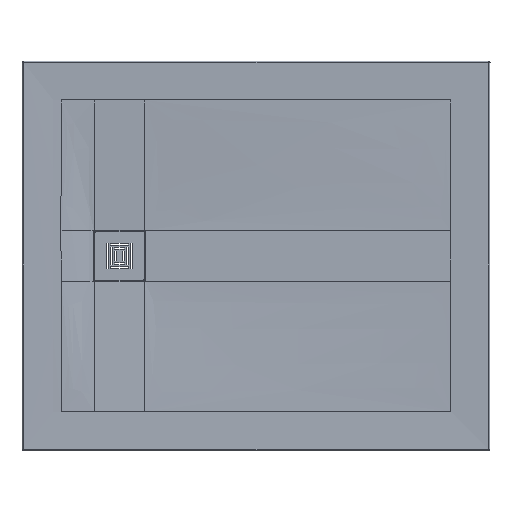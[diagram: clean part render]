
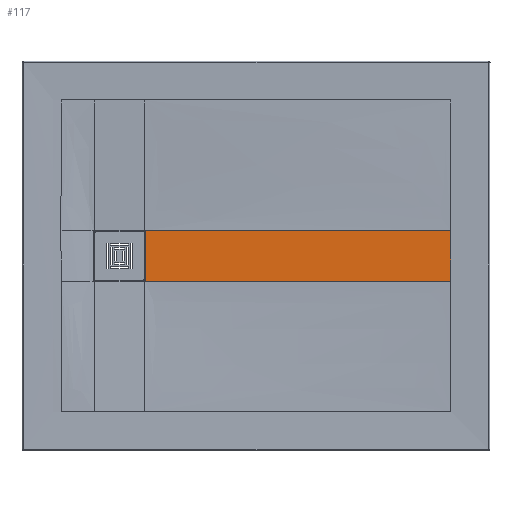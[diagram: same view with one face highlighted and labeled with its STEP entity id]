
A CAD part, top view. The second image highlights one B-rep face of the part: STEP entity #117.
In plain terms, the highlighted free-form (B-spline) face has degree [1, 5] with [2, 9] control points.
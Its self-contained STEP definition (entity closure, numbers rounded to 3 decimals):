
#117=ADVANCED_FACE('',(#248),#2115,.T.);
#248=FACE_OUTER_BOUND('',#380,.T.);
#380=EDGE_LOOP('',(#789,#790,#791,#792,#793,#794,#795,#796,#797,#798,#799,
#800,#801,#802));
#789=ORIENTED_EDGE('',*,*,#1323,.F.);
#790=ORIENTED_EDGE('',*,*,#1326,.F.);
#791=ORIENTED_EDGE('',*,*,#1149,.F.);
#792=ORIENTED_EDGE('',*,*,#1328,.T.);
#793=ORIENTED_EDGE('',*,*,#1327,.T.);
#794=ORIENTED_EDGE('',*,*,#1267,.F.);
#795=ORIENTED_EDGE('',*,*,#1270,.F.);
#796=ORIENTED_EDGE('',*,*,#1272,.F.);
#797=ORIENTED_EDGE('',*,*,#1274,.F.);
#798=ORIENTED_EDGE('',*,*,#1276,.F.);
#799=ORIENTED_EDGE('',*,*,#1280,.F.);
#800=ORIENTED_EDGE('',*,*,#1282,.F.);
#801=ORIENTED_EDGE('',*,*,#1283,.F.);
#802=ORIENTED_EDGE('',*,*,#1266,.F.);
#1149=EDGE_CURVE('',#1848,#1850,#1523,.T.);
#1266=EDGE_CURVE('',#1928,#1929,#1631,.T.);
#1267=EDGE_CURVE('',#1931,#1930,#1632,.T.);
#1270=EDGE_CURVE('',#1932,#1931,#1635,.T.);
#1272=EDGE_CURVE('',#1933,#1932,#1637,.T.);
#1274=EDGE_CURVE('',#1934,#1933,#1639,.T.);
#1276=EDGE_CURVE('',#1935,#1934,#1640,.T.);
#1280=EDGE_CURVE('',#1936,#1935,#1643,.T.);
#1282=EDGE_CURVE('',#1937,#1936,#1645,.T.);
#1283=EDGE_CURVE('',#1929,#1937,#1646,.T.);
#1323=EDGE_CURVE('',#1956,#1928,#1683,.T.);
#1326=EDGE_CURVE('',#1850,#1956,#1686,.T.);
#1327=EDGE_CURVE('',#1957,#1930,#1687,.T.);
#1328=EDGE_CURVE('',#1848,#1957,#1688,.T.);
#1523=B_SPLINE_CURVE_WITH_KNOTS('',1,(#9896,#9897),.UNSPECIFIED.,.F.,.F.,
(2,2),(0.,129.),.UNSPECIFIED.);
#1631=B_SPLINE_CURVE_WITH_KNOTS('',5,(#10721,#10722,#10723,#10724,#10725,
#10726),.UNSPECIFIED.,.F.,.F.,(6,6),(37.228,39.907),
 .UNSPECIFIED.);
#1632=B_SPLINE_CURVE_WITH_KNOTS('',3,(#10727,#10728,#10729,#10730),
 .UNSPECIFIED.,.F.,.F.,(4,4),(34.477,38.582),.UNSPECIFIED.);
#1635=B_SPLINE_CURVE_WITH_KNOTS('',3,(#10741,#10742,#10743,#10744),
 .UNSPECIFIED.,.F.,.F.,(4,4),(33.005,34.477),.UNSPECIFIED.);
#1637=B_SPLINE_CURVE_WITH_KNOTS('',3,(#10751,#10752,#10753,#10754),
 .UNSPECIFIED.,.F.,.F.,(4,4),(-36.17,-34.442),
 .UNSPECIFIED.);
#1639=B_SPLINE_CURVE_WITH_KNOTS('',3,(#10761,#10762,#10763,#10764),
 .UNSPECIFIED.,.F.,.F.,(4,4),(0.,1.876),.UNSPECIFIED.);
#1640=B_SPLINE_CURVE_WITH_KNOTS('',1,(#10768,#10769),.UNSPECIFIED.,.F.,
 .F.,(2,2),(-121.601,0.),.UNSPECIFIED.);
#1643=B_SPLINE_CURVE_WITH_KNOTS('',5,(#10781,#10782,#10783,#10784,#10785,
#10786),.UNSPECIFIED.,.F.,.F.,(6,6),(-1.876,0.),.UNSPECIFIED.);
#1645=B_SPLINE_CURVE_WITH_KNOTS('',5,(#10793,#10794,#10795,#10796,#10797,
#10798),.UNSPECIFIED.,.F.,.F.,(6,6),(-3.053,-1.324),
 .UNSPECIFIED.);
#1646=B_SPLINE_CURVE_WITH_KNOTS('',3,(#10799,#10800,#10801,#10802),
 .UNSPECIFIED.,.F.,.F.,(4,4),(39.907,41.371),
 .UNSPECIFIED.);
#1683=B_SPLINE_CURVE_WITH_KNOTS('',1,(#10999,#11000),.UNSPECIFIED.,.F.,
 .F.,(2,2),(-0.272,0.),.UNSPECIFIED.);
#1686=B_SPLINE_CURVE_WITH_KNOTS('',5,(#11036,#11037,#11038,#11039,#11040,
#11041),.UNSPECIFIED.,.F.,.F.,(6,6),(-1180.692,0.),.UNSPECIFIED.);
#1687=B_SPLINE_CURVE_WITH_KNOTS('',1,(#11042,#11043),.UNSPECIFIED.,.F.,
 .F.,(2,2),(-0.272,0.),.UNSPECIFIED.);
#1688=B_SPLINE_CURVE_WITH_KNOTS('',5,(#11044,#11045,#11046,#11047,#11048,
#11049),.UNSPECIFIED.,.F.,.F.,(6,6),(-785.782,0.),.UNSPECIFIED.);
#1848=VERTEX_POINT('',#9518);
#1850=VERTEX_POINT('',#9520);
#1928=VERTEX_POINT('',#9598);
#1929=VERTEX_POINT('',#9599);
#1930=VERTEX_POINT('',#9600);
#1931=VERTEX_POINT('',#9601);
#1932=VERTEX_POINT('',#9602);
#1933=VERTEX_POINT('',#9603);
#1934=VERTEX_POINT('',#9604);
#1935=VERTEX_POINT('',#9605);
#1936=VERTEX_POINT('',#9606);
#1937=VERTEX_POINT('',#9607);
#1956=VERTEX_POINT('',#9626);
#1957=VERTEX_POINT('',#9627);
#2115=B_SPLINE_SURFACE_WITH_KNOTS('',1,5,((#9213,#9214,#9215,#9216,#9217,
#9218,#9219,#9220,#9221),(#9222,#9223,#9224,#9225,#9226,#9227,#9228,#9229,
#9230)),.UNSPECIFIED.,.F.,.F.,.F.,(2,2),(6,3,6),(-12.96,141.96),(-1.361,
0.,785.599),.UNSPECIFIED.);
#9213=CARTESIAN_POINT('',(-285.772,77.642,0.069));
#9214=CARTESIAN_POINT('',(-285.718,77.642,0.069));
#9215=CARTESIAN_POINT('',(-285.663,77.642,0.069));
#9216=CARTESIAN_POINT('',(-285.609,77.642,0.069));
#9217=CARTESIAN_POINT('',(-254.13,77.642,0.069));
#9218=CARTESIAN_POINT('',(-222.652,77.642,0.069));
#9219=CARTESIAN_POINT('',(437.172,77.642,10.982));
#9220=CARTESIAN_POINT('',(468.586,77.642,11.775));
#9221=CARTESIAN_POINT('',(500.,77.642,12.569));
#9222=CARTESIAN_POINT('',(-285.772,-77.278,0.069));
#9223=CARTESIAN_POINT('',(-285.718,-77.278,0.069));
#9224=CARTESIAN_POINT('',(-285.663,-77.278,0.069));
#9225=CARTESIAN_POINT('',(-285.609,-77.278,0.069));
#9226=CARTESIAN_POINT('',(-254.13,-77.278,0.069));
#9227=CARTESIAN_POINT('',(-222.652,-77.278,0.069));
#9228=CARTESIAN_POINT('',(437.172,-77.278,10.982));
#9229=CARTESIAN_POINT('',(468.586,-77.278,11.775));
#9230=CARTESIAN_POINT('',(500.,-77.278,12.569));
#9518=CARTESIAN_POINT('',(500.,64.682,12.569));
#9520=CARTESIAN_POINT('',(500.,-64.318,12.569));
#9598=CARTESIAN_POINT('',(-285.5,-64.045,0.069));
#9599=CARTESIAN_POINT('',(-285.,-63.328,0.069));
#9600=CARTESIAN_POINT('',(-285.772,64.682,0.069));
#9601=CARTESIAN_POINT('',(-285.,63.693,0.069));
#9602=CARTESIAN_POINT('',(-284.75,63.096,0.069));
#9603=CARTESIAN_POINT('',(-284.584,62.016,0.069));
#9604=CARTESIAN_POINT('',(-284.584,60.983,0.069));
#9605=CARTESIAN_POINT('',(-284.584,-60.618,0.069));
#9606=CARTESIAN_POINT('',(-284.584,-61.651,0.069));
#9607=CARTESIAN_POINT('',(-284.75,-62.731,0.069));
#9626=CARTESIAN_POINT('',(-285.5,-64.318,0.069));
#9627=CARTESIAN_POINT('',(-285.5,64.682,0.069));
#9896=CARTESIAN_POINT('',(500.,64.682,12.569));
#9897=CARTESIAN_POINT('',(500.,-64.318,12.569));
#10721=CARTESIAN_POINT('',(-285.5,-64.045,0.069));
#10722=CARTESIAN_POINT('',(-285.398,-63.931,0.069));
#10723=CARTESIAN_POINT('',(-285.296,-63.806,0.069));
#10724=CARTESIAN_POINT('',(-285.196,-63.667,0.069));
#10725=CARTESIAN_POINT('',(-285.096,-63.511,0.069));
#10726=CARTESIAN_POINT('',(-285.,-63.328,0.069));
#10727=CARTESIAN_POINT('',(-285.,63.693,0.069));
#10728=CARTESIAN_POINT('',(-285.236,64.139,0.069));
#10729=CARTESIAN_POINT('',(-285.526,64.461,0.069));
#10730=CARTESIAN_POINT('',(-285.772,64.682,0.069));
#10741=CARTESIAN_POINT('',(-284.75,63.096,0.069));
#10742=CARTESIAN_POINT('',(-284.829,63.346,0.069));
#10743=CARTESIAN_POINT('',(-284.913,63.529,0.069));
#10744=CARTESIAN_POINT('',(-285.,63.693,0.069));
#10751=CARTESIAN_POINT('',(-284.584,62.016,0.069));
#10752=CARTESIAN_POINT('',(-284.584,62.504,0.069));
#10753=CARTESIAN_POINT('',(-284.683,62.882,0.069));
#10754=CARTESIAN_POINT('',(-284.75,63.096,0.069));
#10761=CARTESIAN_POINT('',(-284.584,60.983,0.069));
#10762=CARTESIAN_POINT('',(-284.584,61.327,0.069));
#10763=CARTESIAN_POINT('',(-284.584,61.672,0.069));
#10764=CARTESIAN_POINT('',(-284.584,62.016,0.069));
#10768=CARTESIAN_POINT('',(-284.584,-60.618,0.069));
#10769=CARTESIAN_POINT('',(-284.584,60.983,0.069));
#10781=CARTESIAN_POINT('',(-284.584,-61.651,0.069));
#10782=CARTESIAN_POINT('',(-284.584,-61.444,0.069));
#10783=CARTESIAN_POINT('',(-284.584,-61.238,0.069));
#10784=CARTESIAN_POINT('',(-284.584,-61.031,0.069));
#10785=CARTESIAN_POINT('',(-284.584,-60.825,0.069));
#10786=CARTESIAN_POINT('',(-284.584,-60.618,0.069));
#10793=CARTESIAN_POINT('',(-284.75,-62.731,0.069));
#10794=CARTESIAN_POINT('',(-284.698,-62.565,0.069));
#10795=CARTESIAN_POINT('',(-284.65,-62.379,0.069));
#10796=CARTESIAN_POINT('',(-284.607,-62.167,0.069));
#10797=CARTESIAN_POINT('',(-284.584,-61.909,0.069));
#10798=CARTESIAN_POINT('',(-284.584,-61.651,0.069));
#10799=CARTESIAN_POINT('',(-285.,-63.328,0.069));
#10800=CARTESIAN_POINT('',(-284.913,-63.164,0.069));
#10801=CARTESIAN_POINT('',(-284.829,-62.982,0.069));
#10802=CARTESIAN_POINT('',(-284.75,-62.731,0.069));
#10999=CARTESIAN_POINT('',(-285.5,-64.318,0.069));
#11000=CARTESIAN_POINT('',(-285.5,-64.045,0.069));
#11036=CARTESIAN_POINT('',(500.,-64.318,12.569));
#11037=CARTESIAN_POINT('',(468.586,-64.318,11.775));
#11038=CARTESIAN_POINT('',(437.172,-64.318,10.982));
#11039=CARTESIAN_POINT('',(-222.652,-64.318,0.069));
#11040=CARTESIAN_POINT('',(-254.076,-64.318,0.069));
#11041=CARTESIAN_POINT('',(-285.5,-64.318,0.069));
#11042=CARTESIAN_POINT('',(-285.5,64.682,0.069));
#11043=CARTESIAN_POINT('',(-285.772,64.682,0.069));
#11044=CARTESIAN_POINT('',(500.,64.682,12.569));
#11045=CARTESIAN_POINT('',(468.586,64.682,11.775));
#11046=CARTESIAN_POINT('',(437.172,64.682,10.982));
#11047=CARTESIAN_POINT('',(-222.652,64.682,0.069));
#11048=CARTESIAN_POINT('',(-254.076,64.682,0.069));
#11049=CARTESIAN_POINT('',(-285.5,64.682,0.069));
